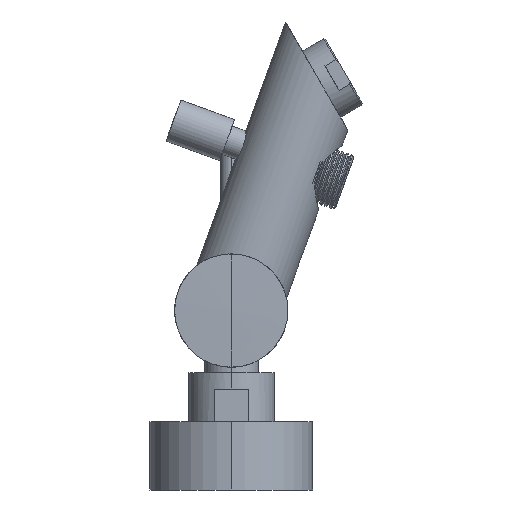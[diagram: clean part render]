
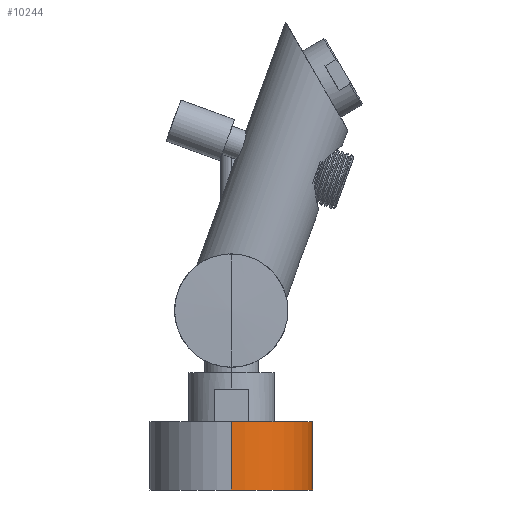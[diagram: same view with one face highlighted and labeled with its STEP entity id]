
A CAD part, left-side view. The second image highlights one B-rep face of the part: STEP entity #10244.
In plain terms, the highlighted cylindrical face has radius 29.85 mm (diameter 59.7 mm), a partial arc.
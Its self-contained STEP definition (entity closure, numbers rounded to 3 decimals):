
#3890=CARTESIAN_POINT('',(-75.,0.,-40.75));
#3891=DIRECTION('',(0.,0.,1.));
#3892=DIRECTION('',(-1.,0.,0.));
#3893=AXIS2_PLACEMENT_3D('',#3890,#3891,#3892);
#3900=DIRECTION('',(0.,0.,1.));
#3901=VECTOR('',#3900,25.);
#3902=CARTESIAN_POINT('',(-104.85,0.,-65.75));
#3903=LINE('',#3902,#3901);
#3904=DIRECTION('',(0.,0.,1.));
#3905=VECTOR('',#3904,25.);
#3906=CARTESIAN_POINT('',(-45.15,0.,-65.75));
#3907=LINE('',#3906,#3905);
#3908=CARTESIAN_POINT('',(-75.,0.,-65.75));
#3909=DIRECTION('',(0.,0.,1.));
#3910=DIRECTION('',(-1.,0.,0.));
#3911=AXIS2_PLACEMENT_3D('',#3908,#3909,#3910);
#6793=CARTESIAN_POINT('',(-104.85,0.,-65.75));
#6794=CARTESIAN_POINT('',(-104.85,0.,-40.75));
#6795=VERTEX_POINT('',#6793);
#6796=VERTEX_POINT('',#6794);
#6797=CARTESIAN_POINT('',(-45.15,0.,-65.75));
#6798=CARTESIAN_POINT('',(-45.15,0.,-40.75));
#6799=VERTEX_POINT('',#6797);
#6800=VERTEX_POINT('',#6798);
#10230=CARTESIAN_POINT('',(-75.,0.,-39.5));
#10231=DIRECTION('',(0.,0.,-1.));
#10232=DIRECTION('',(1.,0.,0.));
#10233=AXIS2_PLACEMENT_3D('',#10230,#10231,#10232);
#10234=CYLINDRICAL_SURFACE('',#10233,29.85);
#10236=ORIENTED_EDGE('',*,*,#10235,.T.);
#10237=ORIENTED_EDGE('',*,*,#10207,.T.);
#10239=ORIENTED_EDGE('',*,*,#10238,.F.);
#10241=ORIENTED_EDGE('',*,*,#10240,.F.);
#10242=EDGE_LOOP('',(#10236,#10237,#10239,#10241));
#10243=FACE_OUTER_BOUND('',#10242,.F.);
#10244=ADVANCED_FACE('',(#10243),#10234,.T.);
#3894=CIRCLE('',#3893,29.85);
#3912=CIRCLE('',#3911,29.85);
#10207=EDGE_CURVE('',#6796,#6800,#3894,.T.);
#10235=EDGE_CURVE('',#6795,#6796,#3903,.T.);
#10238=EDGE_CURVE('',#6799,#6800,#3907,.T.);
#10240=EDGE_CURVE('',#6795,#6799,#3912,.T.);
